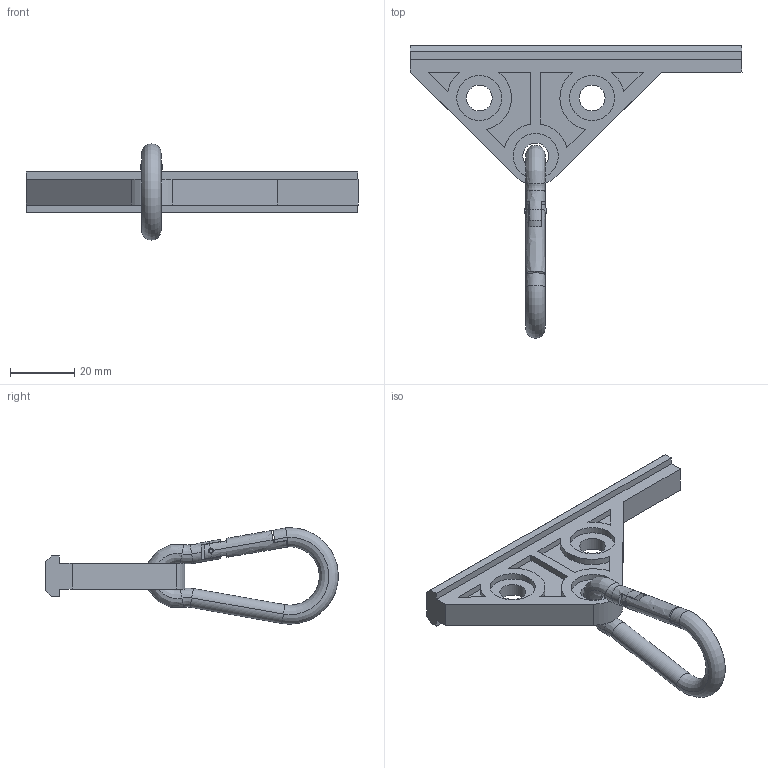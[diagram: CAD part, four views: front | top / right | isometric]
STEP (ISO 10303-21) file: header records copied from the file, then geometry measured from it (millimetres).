
FILE_DESCRIPTION(/* description */ ('Moschettone mobile cava 8'),/* implementation_level */ '2;1');
FILE_NAME(/* name */ 'SG08.stp',/* time_stamp */ '2021-02-19T15:01:35+01:00',/* author */ ('omnitec'),/* organization */ ('Microsoft'),/* preprocessor_version */ 'ST-DEVELOPER v18.1',/* originating_system */ 'Autodesk Inventor 2021',/* authorisation */ '');
FILE_SCHEMA (('AUTOMOTIVE_DESIGN { 1 0 10303 214 3 1 1 }'));
Length unit declared in the file: millimetre
Products named in the file (1): SG08
Bounding box: 103 x 90.75 x 29.9 mm (x, y, z)
Volume: 16425.9 mm3; surface area: 11387 mm2
Topology: 1 solids, 3 shells, 113 faces, 274 edges, 181 vertices
Faces by surface type: plane 66, cylinder 24, bspline 21, torus 2
Full cylindrical faces by diameter (mm): 1.5 x2, 8 x3, 14 x6
Entity records: 5641 total; most frequent: CARTESIAN_POINT 3001, ORIENTED_EDGE 544, DIRECTION 485, EDGE_CURVE 274, VERTEX_POINT 181, AXIS2_PLACEMENT_3D 162, LINE 161, VECTOR 161
